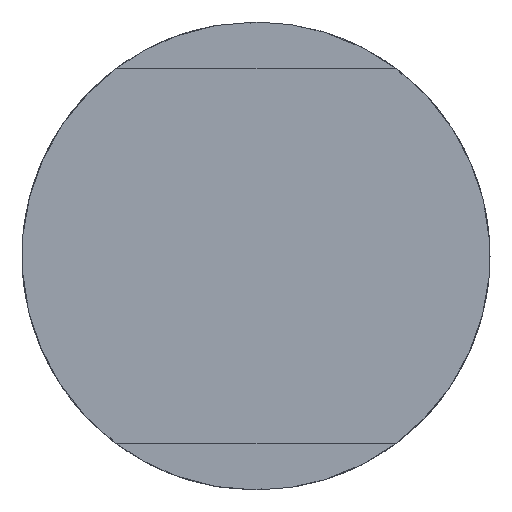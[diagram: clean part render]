
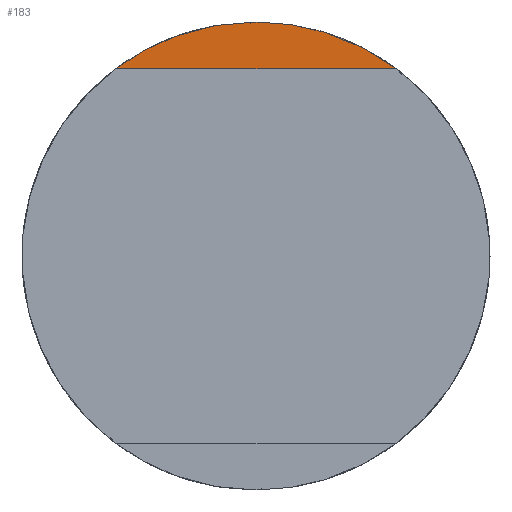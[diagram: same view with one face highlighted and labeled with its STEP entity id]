
A CAD part, front view. The second image highlights one B-rep face of the part: STEP entity #183.
In plain terms, the highlighted planar face has unit normal (0, -1, 0).
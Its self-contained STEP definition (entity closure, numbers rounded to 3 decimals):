
#21 = EDGE_CURVE('',#22,#24,#26,.T.);
#22 = VERTEX_POINT('',#23);
#23 = CARTESIAN_POINT('',(60.11,268.4,
    331.7));
#24 = VERTEX_POINT('',#25);
#25 = CARTESIAN_POINT('',(57.11,268.4,
    331.7));
#26 = SURFACE_CURVE('',#27,(#30,#41),.PCURVE_S1.);
#27 = B_SPLINE_CURVE_WITH_KNOTS('',1,(#28,#29),.UNSPECIFIED.,.F.,.F.,(2,
    2),(0.,3.),.PIECEWISE_BEZIER_KNOTS.);
#28 = CARTESIAN_POINT('',(60.11,268.4,
    331.7));
#29 = CARTESIAN_POINT('',(57.11,268.4,
    331.7));
#30 = PCURVE('',#31,#36);
#31 = PLANE('',#32);
#32 = AXIS2_PLACEMENT_3D('',#33,#34,#35);
#33 = CARTESIAN_POINT('',(56.69,265.255,
    331.7));
#34 = DIRECTION('',(0.,0.,1.));
#35 = DIRECTION('',(-1.,0.,0.));
#36 = DEFINITIONAL_REPRESENTATION('',(#37),#40);
#37 = B_SPLINE_CURVE_WITH_KNOTS('',1,(#38,#39),.UNSPECIFIED.,.F.,.F.,(2,
    2),(0.,3.),.PIECEWISE_BEZIER_KNOTS.);
#38 = CARTESIAN_POINT('',(-3.42,-3.145));
#39 = CARTESIAN_POINT('',(-0.42,-3.145));
#40 = ( GEOMETRIC_REPRESENTATION_CONTEXT(2) 
PARAMETRIC_REPRESENTATION_CONTEXT() REPRESENTATION_CONTEXT('2D SPACE',''
  ) );
#41 = PCURVE('',#42,#47);
#42 = PLANE('',#43);
#43 = AXIS2_PLACEMENT_3D('',#44,#45,#46);
#44 = CARTESIAN_POINT('',(60.53,268.4,
    333.057));
#45 = DIRECTION('',(0.,-1.,0.));
#46 = DIRECTION('',(1.,0.,0.));
#47 = DEFINITIONAL_REPRESENTATION('',(#48),#51);
#48 = B_SPLINE_CURVE_WITH_KNOTS('',1,(#49,#50),.UNSPECIFIED.,.F.,.F.,(2,
    2),(0.,3.),.PIECEWISE_BEZIER_KNOTS.);
#49 = CARTESIAN_POINT('',(-0.42,-1.358));
#50 = CARTESIAN_POINT('',(-3.42,-1.358));
#51 = ( GEOMETRIC_REPRESENTATION_CONTEXT(2) 
PARAMETRIC_REPRESENTATION_CONTEXT() REPRESENTATION_CONTEXT('2D SPACE',''
  ) );
#67 = ( BOUNDED_SURFACE() B_SPLINE_SURFACE(2,1,(
    (#68,#69)
    ,(#70,#71)
    ,(#72,#73)
    ,(#74,#75)
,(#76,#77
    )),.UNSPECIFIED.,.F.,.F.,.F.) B_SPLINE_SURFACE_WITH_KNOTS((3,2,3),(2
    ,2),(3.142,4.712,6.283),(0.,23.64),
.PIECEWISE_BEZIER_KNOTS.) GEOMETRIC_REPRESENTATION_ITEM() 
RATIONAL_B_SPLINE_SURFACE((
    (1.,1.)
    ,(0.707,0.707)
    ,(1.,1.)
    ,(0.707,0.707)
,(1.,1.))) REPRESENTATION_ITEM('') SURFACE() );
#68 = CARTESIAN_POINT('',(58.61,287.22,
    332.2));
#69 = CARTESIAN_POINT('',(58.61,263.58,
    332.2));
#70 = CARTESIAN_POINT('',(56.11,287.22,
    332.2));
#71 = CARTESIAN_POINT('',(56.11,263.58,
    332.2));
#72 = CARTESIAN_POINT('',(56.11,287.22,
    329.7));
#73 = CARTESIAN_POINT('',(56.11,263.58,
    329.7));
#74 = CARTESIAN_POINT('',(56.11,287.22,
    327.2));
#75 = CARTESIAN_POINT('',(56.11,263.58,
    327.2));
#76 = CARTESIAN_POINT('',(58.61,287.22,
    327.2));
#77 = CARTESIAN_POINT('',(58.61,263.58,
    327.2));
#144 = ( BOUNDED_SURFACE() B_SPLINE_SURFACE(2,1,(
    (#145,#146)
    ,(#147,#148)
    ,(#149,#150)
    ,(#151,#152)
,(#153,#154
    )),.UNSPECIFIED.,.F.,.F.,.F.) B_SPLINE_SURFACE_WITH_KNOTS((3,2,3),(2
    ,2),(0.,1.571,3.142),(0.,23.64),.UNSPECIFIED.) 
GEOMETRIC_REPRESENTATION_ITEM() RATIONAL_B_SPLINE_SURFACE((
    (1.,1.)
    ,(0.707,0.707)
    ,(1.,1.)
    ,(0.707,0.707)
,(1.,1.))) REPRESENTATION_ITEM('') SURFACE() );
#145 = CARTESIAN_POINT('',(58.61,287.22,
    327.2));
#146 = CARTESIAN_POINT('',(58.61,263.58,
    327.2));
#147 = CARTESIAN_POINT('',(61.11,287.22,
    327.2));
#148 = CARTESIAN_POINT('',(61.11,263.58,
    327.2));
#149 = CARTESIAN_POINT('',(61.11,287.22,
    329.7));
#150 = CARTESIAN_POINT('',(61.11,263.58,
    329.7));
#151 = CARTESIAN_POINT('',(61.11,287.22,
    332.2));
#152 = CARTESIAN_POINT('',(61.11,263.58,
    332.2));
#153 = CARTESIAN_POINT('',(58.61,287.22,
    332.2));
#154 = CARTESIAN_POINT('',(58.61,263.58,
    332.2));
#183 = ADVANCED_FACE('',(#184),#42,.T.);
#184 = FACE_BOUND('',#185,.T.);
#185 = EDGE_LOOP('',(#186,#187,#232));
#186 = ORIENTED_EDGE('',*,*,#21,.F.);
#187 = ORIENTED_EDGE('',*,*,#188,.T.);
#188 = EDGE_CURVE('',#22,#189,#191,.T.);
#189 = VERTEX_POINT('',#190);
#190 = CARTESIAN_POINT('',(58.61,268.4,
    332.2));
#191 = SURFACE_CURVE('',#192,(#196,#203),.PCURVE_S1.);
#192 = ( BOUNDED_CURVE() B_SPLINE_CURVE(2,(#193,#194,#195),
.UNSPECIFIED.,.F.,.F.) B_SPLINE_CURVE_WITH_KNOTS((3,3),(-3.218,
-1.609),.PIECEWISE_BEZIER_KNOTS.) CURVE() 
GEOMETRIC_REPRESENTATION_ITEM() RATIONAL_B_SPLINE_CURVE((1.,
0.949,1.)) REPRESENTATION_ITEM('') );
#193 = CARTESIAN_POINT('',(60.11,268.4,
    331.7));
#194 = CARTESIAN_POINT('',(59.443,268.4,
    332.2));
#195 = CARTESIAN_POINT('',(58.61,268.4,
    332.2));
#196 = PCURVE('',#42,#197);
#197 = DEFINITIONAL_REPRESENTATION('',(#198),#202);
#198 = ( BOUNDED_CURVE() B_SPLINE_CURVE(2,(#199,#200,#201),
.UNSPECIFIED.,.F.,.F.) B_SPLINE_CURVE_WITH_KNOTS((3,3),(-3.218,
-1.609),.PIECEWISE_BEZIER_KNOTS.) CURVE() 
GEOMETRIC_REPRESENTATION_ITEM() RATIONAL_B_SPLINE_CURVE((1.,
0.949,1.)) REPRESENTATION_ITEM('') );
#199 = CARTESIAN_POINT('',(-0.42,-1.358));
#200 = CARTESIAN_POINT('',(-1.087,-0.858));
#201 = CARTESIAN_POINT('',(-1.92,-0.858));
#202 = ( GEOMETRIC_REPRESENTATION_CONTEXT(2) 
PARAMETRIC_REPRESENTATION_CONTEXT() REPRESENTATION_CONTEXT('2D SPACE',''
  ) );
#203 = PCURVE('',#144,#204);
#204 = DEFINITIONAL_REPRESENTATION('',(#205),#231);
#205 = B_SPLINE_CURVE_WITH_KNOTS('',3,(#206,#207,#208,#209,#210,#211,
    #212,#213,#214,#215,#216,#217,#218,#219,#220,#221,#222,#223,#224,
    #225,#226,#227,#228,#229,#230),.UNSPECIFIED.,.F.,.F.,(4,1,1,1,1,1,1,
    1,1,1,1,1,1,1,1,1,1,1,1,1,1,1,4),(-3.218,-3.144,
    -3.071,-2.998,-2.925,-2.852,
    -2.779,-2.706,-2.633,-2.559,
    -2.486,-2.413,-2.34,-2.267,
    -2.194,-2.121,-2.048,-1.974,
    -1.901,-1.828,-1.755,-1.682,
    -1.609),.QUASI_UNIFORM_KNOTS.);
#206 = CARTESIAN_POINT('',(2.491,18.82));
#207 = CARTESIAN_POINT('',(2.5,18.82));
#208 = CARTESIAN_POINT('',(2.518,18.82));
#209 = CARTESIAN_POINT('',(2.546,18.82));
#210 = CARTESIAN_POINT('',(2.574,18.82));
#211 = CARTESIAN_POINT('',(2.602,18.82));
#212 = CARTESIAN_POINT('',(2.63,18.82));
#213 = CARTESIAN_POINT('',(2.659,18.82));
#214 = CARTESIAN_POINT('',(2.687,18.82));
#215 = CARTESIAN_POINT('',(2.716,18.82));
#216 = CARTESIAN_POINT('',(2.745,18.82));
#217 = CARTESIAN_POINT('',(2.774,18.82));
#218 = CARTESIAN_POINT('',(2.804,18.82));
#219 = CARTESIAN_POINT('',(2.833,18.82));
#220 = CARTESIAN_POINT('',(2.863,18.82));
#221 = CARTESIAN_POINT('',(2.893,18.82));
#222 = CARTESIAN_POINT('',(2.924,18.82));
#223 = CARTESIAN_POINT('',(2.954,18.82));
#224 = CARTESIAN_POINT('',(2.985,18.82));
#225 = CARTESIAN_POINT('',(3.016,18.82));
#226 = CARTESIAN_POINT('',(3.047,18.82));
#227 = CARTESIAN_POINT('',(3.078,18.82));
#228 = CARTESIAN_POINT('',(3.11,18.82));
#229 = CARTESIAN_POINT('',(3.131,18.82));
#230 = CARTESIAN_POINT('',(3.142,18.82));
#231 = ( GEOMETRIC_REPRESENTATION_CONTEXT(2) 
PARAMETRIC_REPRESENTATION_CONTEXT() REPRESENTATION_CONTEXT('2D SPACE',''
  ) );
#232 = ORIENTED_EDGE('',*,*,#233,.T.);
#233 = EDGE_CURVE('',#189,#24,#234,.T.);
#234 = SURFACE_CURVE('',#235,(#239,#246),.PCURVE_S1.);
#235 = ( BOUNDED_CURVE() B_SPLINE_CURVE(2,(#236,#237,#238),
.UNSPECIFIED.,.F.,.F.) B_SPLINE_CURVE_WITH_KNOTS((3,3),(-1.609,
0.),.PIECEWISE_BEZIER_KNOTS.) CURVE() GEOMETRIC_REPRESENTATION_ITEM() 
RATIONAL_B_SPLINE_CURVE((1.,0.949,1.)) REPRESENTATION_ITEM('') 
  );
#236 = CARTESIAN_POINT('',(58.61,268.4,
    332.2));
#237 = CARTESIAN_POINT('',(57.777,268.4,
    332.2));
#238 = CARTESIAN_POINT('',(57.11,268.4,
    331.7));
#239 = PCURVE('',#42,#240);
#240 = DEFINITIONAL_REPRESENTATION('',(#241),#245);
#241 = ( BOUNDED_CURVE() B_SPLINE_CURVE(2,(#242,#243,#244),
.UNSPECIFIED.,.F.,.F.) B_SPLINE_CURVE_WITH_KNOTS((3,3),(-1.609,
0.),.PIECEWISE_BEZIER_KNOTS.) CURVE() GEOMETRIC_REPRESENTATION_ITEM() 
RATIONAL_B_SPLINE_CURVE((1.,0.949,1.)) REPRESENTATION_ITEM('') 
  );
#242 = CARTESIAN_POINT('',(-1.92,-0.858));
#243 = CARTESIAN_POINT('',(-2.753,-0.858));
#244 = CARTESIAN_POINT('',(-3.42,-1.358));
#245 = ( GEOMETRIC_REPRESENTATION_CONTEXT(2) 
PARAMETRIC_REPRESENTATION_CONTEXT() REPRESENTATION_CONTEXT('2D SPACE',''
  ) );
#246 = PCURVE('',#67,#247);
#247 = DEFINITIONAL_REPRESENTATION('',(#248),#274);
#248 = B_SPLINE_CURVE_WITH_KNOTS('',3,(#249,#250,#251,#252,#253,#254,
    #255,#256,#257,#258,#259,#260,#261,#262,#263,#264,#265,#266,#267,
    #268,#269,#270,#271,#272,#273),.UNSPECIFIED.,.F.,.F.,(4,1,1,1,1,1,1,
    1,1,1,1,1,1,1,1,1,1,1,1,1,1,1,4),(-1.609,-1.536,
    -1.463,-1.389,-1.316,-1.243,
    -1.17,-1.097,-1.024,-0.951,
    -0.878,-0.804,-0.731,-0.658,
    -0.585,-0.512,-0.439,-0.366,
    -0.293,-0.219,-0.146,-0.073,
    0.),.UNSPECIFIED.);
#249 = CARTESIAN_POINT('',(3.142,18.82));
#250 = CARTESIAN_POINT('',(3.152,18.82));
#251 = CARTESIAN_POINT('',(3.173,18.82));
#252 = CARTESIAN_POINT('',(3.205,18.82));
#253 = CARTESIAN_POINT('',(3.236,18.82));
#254 = CARTESIAN_POINT('',(3.268,18.82));
#255 = CARTESIAN_POINT('',(3.298,18.82));
#256 = CARTESIAN_POINT('',(3.329,18.82));
#257 = CARTESIAN_POINT('',(3.36,18.82));
#258 = CARTESIAN_POINT('',(3.39,18.82));
#259 = CARTESIAN_POINT('',(3.42,18.82));
#260 = CARTESIAN_POINT('',(3.45,18.82));
#261 = CARTESIAN_POINT('',(3.479,18.82));
#262 = CARTESIAN_POINT('',(3.509,18.82));
#263 = CARTESIAN_POINT('',(3.538,18.82));
#264 = CARTESIAN_POINT('',(3.567,18.82));
#265 = CARTESIAN_POINT('',(3.596,18.82));
#266 = CARTESIAN_POINT('',(3.625,18.82));
#267 = CARTESIAN_POINT('',(3.653,18.82));
#268 = CARTESIAN_POINT('',(3.681,18.82));
#269 = CARTESIAN_POINT('',(3.709,18.82));
#270 = CARTESIAN_POINT('',(3.737,18.82));
#271 = CARTESIAN_POINT('',(3.765,18.82));
#272 = CARTESIAN_POINT('',(3.783,18.82));
#273 = CARTESIAN_POINT('',(3.792,18.82));
#274 = ( GEOMETRIC_REPRESENTATION_CONTEXT(2) 
PARAMETRIC_REPRESENTATION_CONTEXT() REPRESENTATION_CONTEXT('2D SPACE',''
  ) );
